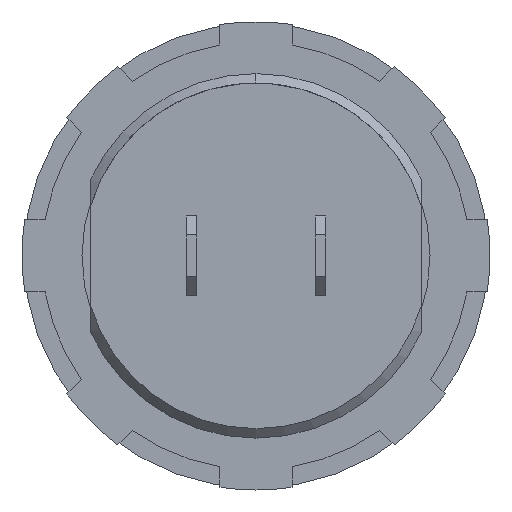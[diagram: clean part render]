
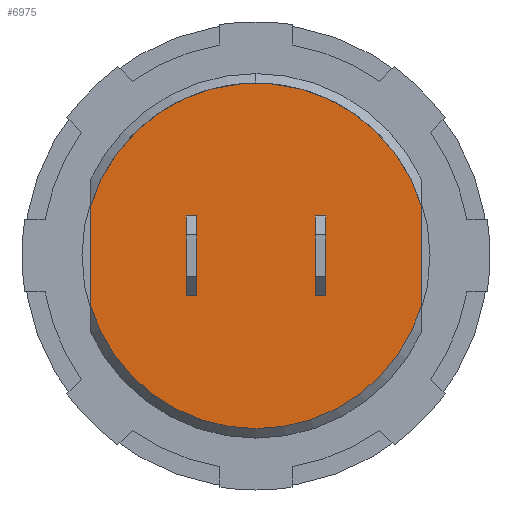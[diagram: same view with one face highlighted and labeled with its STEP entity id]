
A CAD part, front view. The second image highlights one B-rep face of the part: STEP entity #6975.
In plain terms, the highlighted planar face has unit normal (0, -1, 0).
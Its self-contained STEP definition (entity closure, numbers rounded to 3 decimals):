
#1 = EDGE_CURVE ( 'NONE', #4623, #1315, #7288, .T. ) ;
#2 = LINE ( 'NONE', #6603, #617 ) ;
#47 = AXIS2_PLACEMENT_3D ( 'NONE', #2054, #804, #1786 ) ;
#82 = EDGE_CURVE ( 'NONE', #1071, #2411, #2856, .T. ) ;
#89 = ORIENTED_EDGE ( 'NONE', *, *, #1672, .T. ) ;
#101 = CARTESIAN_POINT ( 'NONE',  ( 0., 0., -13.65 ) ) ;
#143 = DIRECTION ( 'NONE',  ( -1., 0., 0. ) ) ;
#296 = FACE_BOUND ( 'NONE', #7095, .T. ) ;
#418 = CIRCLE ( 'NONE', #3253, 13.65 ) ;
#508 = VECTOR ( 'NONE', #3431, 1000. ) ;
#526 = ORIENTED_EDGE ( 'NONE', *, *, #6835, .F. ) ;
#542 = CARTESIAN_POINT ( 'NONE',  ( 5.5, 0., 3.15 ) ) ;
#572 = DIRECTION ( 'NONE',  ( 0., 0., -1. ) ) ;
#617 = VECTOR ( 'NONE', #5412, 1000. ) ;
#668 = CARTESIAN_POINT ( 'NONE',  ( 5.5, 0., -3.15 ) ) ;
#729 = CARTESIAN_POINT ( 'NONE',  ( -5.5, 0., 3.15 ) ) ;
#781 = EDGE_CURVE ( 'NONE', #6499, #2666, #6906, .T. ) ;
#804 = DIRECTION ( 'NONE',  ( 0., -1., 0. ) ) ;
#842 = DIRECTION ( 'NONE',  ( 0., 0., 1. ) ) ;
#1071 = VERTEX_POINT ( 'NONE', #5150 ) ;
#1113 = AXIS2_PLACEMENT_3D ( 'NONE', #4180, #6048, #6695 ) ;
#1133 = PLANE ( 'NONE',  #7365 ) ;
#1282 = ORIENTED_EDGE ( 'NONE', *, *, #1852, .F. ) ;
#1315 = VERTEX_POINT ( 'NONE', #101 ) ;
#1368 = VERTEX_POINT ( 'NONE', #4608 ) ;
#1556 = VERTEX_POINT ( 'NONE', #1608 ) ;
#1608 = CARTESIAN_POINT ( 'NONE',  ( -13.1, 0., 3.836 ) ) ;
#1672 = EDGE_CURVE ( 'NONE', #1315, #2335, #1949, .T. ) ;
#1677 = DIRECTION ( 'NONE',  ( 0., 0., 1. ) ) ;
#1707 = VECTOR ( 'NONE', #143, 1000. ) ;
#1786 = DIRECTION ( 'NONE',  ( 0., 0., -1. ) ) ;
#1838 = LINE ( 'NONE', #668, #7752 ) ;
#1852 = EDGE_CURVE ( 'NONE', #3600, #2335, #3035, .T. ) ;
#1891 = EDGE_CURVE ( 'NONE', #1368, #1071, #2044, .T. ) ;
#1949 = CIRCLE ( 'NONE', #1113, 13.65 ) ;
#2044 = LINE ( 'NONE', #542, #6894 ) ;
#2054 = CARTESIAN_POINT ( 'NONE',  ( 0., 0., 0. ) ) ;
#2178 = CARTESIAN_POINT ( 'NONE',  ( 0., 0., 0. ) ) ;
#2335 = VERTEX_POINT ( 'NONE', #7525 ) ;
#2354 = ORIENTED_EDGE ( 'NONE', *, *, #7801, .F. ) ;
#2411 = VERTEX_POINT ( 'NONE', #5001 ) ;
#2436 = EDGE_CURVE ( 'NONE', #2411, #6924, #1838, .T. ) ;
#2595 = ORIENTED_EDGE ( 'NONE', *, *, #4960, .F. ) ;
#2666 = VERTEX_POINT ( 'NONE', #3966 ) ;
#2726 = EDGE_LOOP ( 'NONE', ( #6455, #5275, #526, #4935 ) ) ;
#2838 = ORIENTED_EDGE ( 'NONE', *, *, #1, .T. ) ;
#2856 = LINE ( 'NONE', #6354, #8191 ) ;
#2966 = VECTOR ( 'NONE', #5151, 1000. ) ;
#3035 = LINE ( 'NONE', #4353, #8061 ) ;
#3253 = AXIS2_PLACEMENT_3D ( 'NONE', #2178, #7280, #3516 ) ;
#3431 = DIRECTION ( 'NONE',  ( 0., 0., -1. ) ) ;
#3516 = DIRECTION ( 'NONE',  ( 0., 0., -1. ) ) ;
#3600 = VERTEX_POINT ( 'NONE', #6892 ) ;
#3737 = VERTEX_POINT ( 'NONE', #7539 ) ;
#3957 = CARTESIAN_POINT ( 'NONE',  ( -13.1, 0., -5.979 ) ) ;
#3966 = CARTESIAN_POINT ( 'NONE',  ( -4.7, 0., -3.15 ) ) ;
#4180 = CARTESIAN_POINT ( 'NONE',  ( 0., 0., 0. ) ) ;
#4240 = DIRECTION ( 'NONE',  ( 1., 0., 0. ) ) ;
#4353 = CARTESIAN_POINT ( 'NONE',  ( 13.1, 0., -5.979 ) ) ;
#4366 = FACE_BOUND ( 'NONE', #2726, .T. ) ;
#4530 = EDGE_CURVE ( 'NONE', #2666, #3737, #7734, .T. ) ;
#4541 = EDGE_LOOP ( 'NONE', ( #4595, #2354, #2838, #89, #1282 ) ) ;
#4562 = FACE_OUTER_BOUND ( 'NONE', #4541, .T. ) ;
#4595 = ORIENTED_EDGE ( 'NONE', *, *, #5076, .T. ) ;
#4608 = CARTESIAN_POINT ( 'NONE',  ( 5.5, 0., 3.15 ) ) ;
#4623 = VERTEX_POINT ( 'NONE', #5395 ) ;
#4646 = CARTESIAN_POINT ( 'NONE',  ( -5.5, 0., -3.15 ) ) ;
#4935 = ORIENTED_EDGE ( 'NONE', *, *, #2436, .F. ) ;
#4960 = EDGE_CURVE ( 'NONE', #3737, #7221, #5086, .T. ) ;
#5001 = CARTESIAN_POINT ( 'NONE',  ( 4.7, 0., -3.15 ) ) ;
#5049 = ORIENTED_EDGE ( 'NONE', *, *, #781, .F. ) ;
#5076 = EDGE_CURVE ( 'NONE', #3600, #1556, #418, .T. ) ;
#5086 = LINE ( 'NONE', #729, #1707 ) ;
#5150 = CARTESIAN_POINT ( 'NONE',  ( 4.7, 0., 3.15 ) ) ;
#5151 = DIRECTION ( 'NONE',  ( 0., 0., 1. ) ) ;
#5189 = CARTESIAN_POINT ( 'NONE',  ( -5.5, 0., -3.15 ) ) ;
#5275 = ORIENTED_EDGE ( 'NONE', *, *, #1891, .F. ) ;
#5395 = CARTESIAN_POINT ( 'NONE',  ( -13.1, 0., -3.836 ) ) ;
#5412 = DIRECTION ( 'NONE',  ( 0., 0., 1. ) ) ;
#5988 = CARTESIAN_POINT ( 'NONE',  ( 5.5, 0., -3.15 ) ) ;
#6048 = DIRECTION ( 'NONE',  ( 0., -1., 0. ) ) ;
#6130 = DIRECTION ( 'NONE',  ( 0., 1., 0. ) ) ;
#6196 = DIRECTION ( 'NONE',  ( -1., 0., 0. ) ) ;
#6327 = ORIENTED_EDGE ( 'NONE', *, *, #6614, .F. ) ;
#6354 = CARTESIAN_POINT ( 'NONE',  ( 4.7, 0., -3.15 ) ) ;
#6436 = CARTESIAN_POINT ( 'NONE',  ( -4.7, 0., -3.15 ) ) ;
#6455 = ORIENTED_EDGE ( 'NONE', *, *, #82, .F. ) ;
#6499 = VERTEX_POINT ( 'NONE', #5189 ) ;
#6527 = CARTESIAN_POINT ( 'NONE',  ( -5.5, 0., 3.15 ) ) ;
#6541 = LINE ( 'NONE', #4646, #508 ) ;
#6602 = VECTOR ( 'NONE', #4240, 1000. ) ;
#6603 = CARTESIAN_POINT ( 'NONE',  ( 5.5, 0., -3.15 ) ) ;
#6614 = EDGE_CURVE ( 'NONE', #7221, #6499, #6541, .T. ) ;
#6619 = LINE ( 'NONE', #3957, #2966 ) ;
#6692 = CARTESIAN_POINT ( 'NONE',  ( -5.5, 0., -3.15 ) ) ;
#6695 = DIRECTION ( 'NONE',  ( 0., 0., -1. ) ) ;
#6835 = EDGE_CURVE ( 'NONE', #6924, #1368, #2, .T. ) ;
#6861 = CARTESIAN_POINT ( 'NONE',  ( 0., 0., 0. ) ) ;
#6892 = CARTESIAN_POINT ( 'NONE',  ( 13.1, 0., 3.836 ) ) ;
#6894 = VECTOR ( 'NONE', #6196, 1000. ) ;
#6906 = LINE ( 'NONE', #6692, #6602 ) ;
#6924 = VERTEX_POINT ( 'NONE', #5988 ) ;
#6975 = ADVANCED_FACE ( 'NONE', ( #4366, #4562, #296 ), #1133, .F. ) ;
#7041 = DIRECTION ( 'NONE',  ( 0., 0., -1. ) ) ;
#7095 = EDGE_LOOP ( 'NONE', ( #6327, #2595, #7630, #5049 ) ) ;
#7221 = VERTEX_POINT ( 'NONE', #6527 ) ;
#7280 = DIRECTION ( 'NONE',  ( 0., -1., 0. ) ) ;
#7288 = CIRCLE ( 'NONE', #47, 13.65 ) ;
#7365 = AXIS2_PLACEMENT_3D ( 'NONE', #6861, #6130, #1677 ) ;
#7525 = CARTESIAN_POINT ( 'NONE',  ( 13.1, 0., -3.836 ) ) ;
#7539 = CARTESIAN_POINT ( 'NONE',  ( -4.7, 0., 3.15 ) ) ;
#7547 = VECTOR ( 'NONE', #842, 1000. ) ;
#7607 = DIRECTION ( 'NONE',  ( 1., 0., 0. ) ) ;
#7630 = ORIENTED_EDGE ( 'NONE', *, *, #4530, .F. ) ;
#7734 = LINE ( 'NONE', #6436, #7547 ) ;
#7752 = VECTOR ( 'NONE', #7607, 1000. ) ;
#7801 = EDGE_CURVE ( 'NONE', #4623, #1556, #6619, .T. ) ;
#8061 = VECTOR ( 'NONE', #572, 1000. ) ;
#8191 = VECTOR ( 'NONE', #7041, 1000. ) ;
